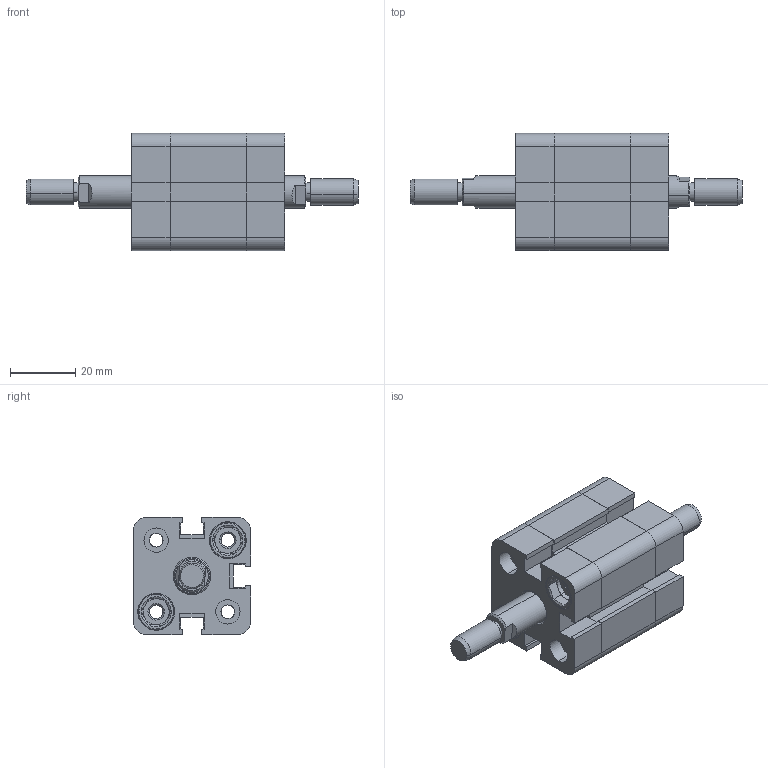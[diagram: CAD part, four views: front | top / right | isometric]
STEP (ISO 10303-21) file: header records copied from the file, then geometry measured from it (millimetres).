
FILE_DESCRIPTION (( 'STEP AP214' ), '1' );
FILE_NAME ('SM_002_020_0010_NP.STEP', '2019-11-14T10:37:38', ( '' ), ( '' ), 'SwSTEP 2.0', 'SolidWorks 2019', '' );
FILE_SCHEMA (( 'AUTOMOTIVE_DESIGN' ));
Length unit declared in the file: millimetre
Products named in the file (17): Kopia T硂k^T硂k kpl_DTZ_T坥k - D020; Kopia Pokrywa przód^Pokrywa przód kpl_DTZ_Smart - Pok prz¢d - D020; Pokrywa przód kpl^DTZ_Pokrywa prz¢d kpl - D020; Tuleja^DTZ_Tuleja - D020; Œruba specjalna M8_M5^DTZ; socket set screw flat point_iso_ISO 4026 - M5 x 25-N; Kopia Magnes^T³ok kpl_DTZ_Magnes D020; Kopia Tuleja prowadz¹ca^Pokrywa przód kpl_DTZ_Tuleja prowadz¥ca - D020; Kopia SMART - U. t³oka S^T³ok kpl_DTZ_U. tˆoka S - D020; Kopia Pierœcieñ prowadz¹cy^T³ok kpl_DTZ_Pier˜cieä prowadz¥cy D020; Kopia SMART - U. typ Oring - pokrywa^Pokrywa przód kpl_DTZ_U. typ Oring - D020; T³oczysko^DTZ_Tˆoczysko - D020; SM_002_020_0010_NP; Kopia SMART - U. t³oczyska^Pokrywa przód kpl_DTZ_U. tˆoczyska - D020; Kopia SMART - U. t硂ka lu焠a^T硂k kpl_DTZ_U. t坥ka lu玭a - D020; T硂k kpl^DTZ_T坥k kpl - D020
Assembly tree (25 placements, depth 3):
  SM_002_020_0010_NP
    Pokrywa przód kpl^DTZ_Pokrywa prz¢d kpl - D020
      Kopia Pokrywa przód^Pokrywa przód kpl_DTZ_Smart - Pok prz¢d - D020
      Kopia SMART - U. typ Oring - pokrywa^Pokrywa przód kpl_DTZ_U. typ Oring - D020
      Kopia Tuleja prowadz¹ca^Pokrywa przód kpl_DTZ_Tuleja prowadz¥ca - D020
      Kopia SMART - U. t³oczyska^Pokrywa przód kpl_DTZ_U. tˆoczyska - D020
    Pokrywa przód kpl^DTZ_Pokrywa prz¢d kpl - D020
      Kopia Pokrywa przód^Pokrywa przód kpl_DTZ_Smart - Pok prz¢d - D020
      Kopia SMART - U. typ Oring - pokrywa^Pokrywa przód kpl_DTZ_U. typ Oring - D020
      Kopia Tuleja prowadz¹ca^Pokrywa przód kpl_DTZ_Tuleja prowadz¥ca - D020
      Kopia SMART - U. t³oczyska^Pokrywa przód kpl_DTZ_U. tˆoczyska - D020
    Tuleja^DTZ_Tuleja - D020
    T硂k kpl^DTZ_T坥k kpl - D020
      Kopia T硂k^T硂k kpl_DTZ_T坥k - D020
      Kopia Magnes^T³ok kpl_DTZ_Magnes D020
      Kopia Pierœcieñ prowadz¹cy^T³ok kpl_DTZ_Pier˜cieä prowadz¥cy D020
      Kopia SMART - U. t硂ka lu焠a^T硂k kpl_DTZ_U. t坥ka lu玭a - D020  x2
      Kopia SMART - U. t³oka S^T³ok kpl_DTZ_U. tˆoka S - D020
    T³oczysko^DTZ_Tˆoczysko - D020  x2
    Œruba specjalna M8_M5^DTZ  x4
    socket set screw flat point_iso_ISO 4026 - M5 x 25-N
Bounding box: 102 x 36 x 36 mm (x, y, z)
Volume: 49146.9 mm3; surface area: 37614.3 mm2
Topology: 23 solids, 23 shells, 827 faces, 1948 edges, 1236 vertices
Faces by surface type: plane 375, cylinder 222, cone 138, bspline 84, torus 8
Entity records: 16290 total; most frequent: CARTESIAN_POINT 4827, DIRECTION 2221, ORIENTED_EDGE 2172, EDGE_CURVE 1086, AXIS2_PLACEMENT_3D 804, VERTEX_POINT 700, VECTOR 613, LINE 613
